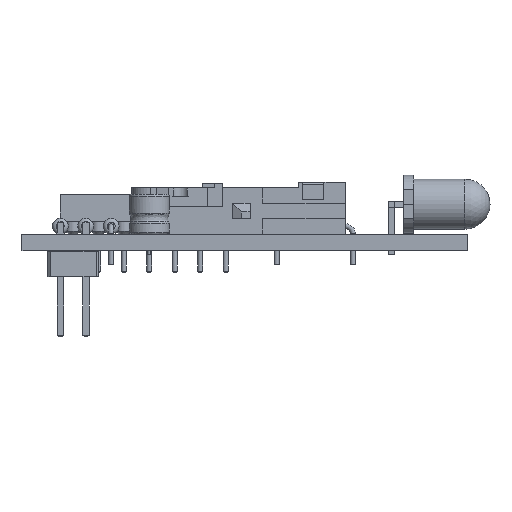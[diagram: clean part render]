
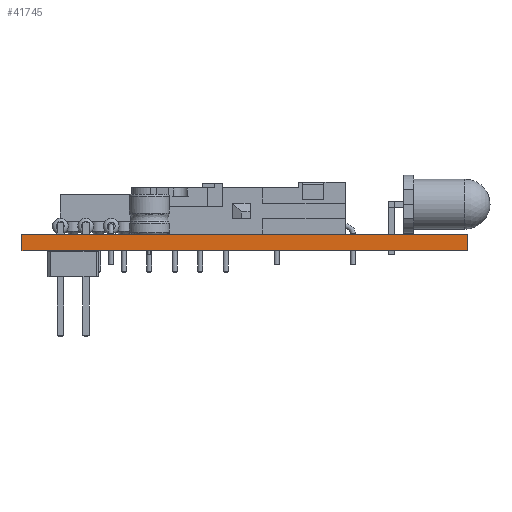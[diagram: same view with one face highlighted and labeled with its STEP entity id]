
A CAD part, left-side view. The second image highlights one B-rep face of the part: STEP entity #41745.
In plain terms, the highlighted planar face has unit normal (-1, 0, 0).
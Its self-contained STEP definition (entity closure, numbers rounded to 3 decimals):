
#41689 = VERTEX_POINT('',#41690);
#41690 = CARTESIAN_POINT('',(-35.56,-22.225,1.6));
#41696 = EDGE_CURVE('',#41697,#41689,#41699,.T.);
#41697 = VERTEX_POINT('',#41698);
#41698 = CARTESIAN_POINT('',(-35.56,-22.225,0.));
#41699 = LINE('',#41700,#41701);
#41700 = CARTESIAN_POINT('',(-35.56,-22.225,0.));
#41701 = VECTOR('',#41702,1.);
#41702 = DIRECTION('',(0.,0.,1.));
#41745 = ADVANCED_FACE('',(#41746),#41771,.T.);
#41746 = FACE_BOUND('',#41747,.T.);
#41747 = EDGE_LOOP('',(#41748,#41749,#41757,#41765));
#41748 = ORIENTED_EDGE('',*,*,#41696,.T.);
#41749 = ORIENTED_EDGE('',*,*,#41750,.T.);
#41750 = EDGE_CURVE('',#41689,#41751,#41753,.T.);
#41751 = VERTEX_POINT('',#41752);
#41752 = CARTESIAN_POINT('',(-35.56,22.225,1.6));
#41753 = LINE('',#41754,#41755);
#41754 = CARTESIAN_POINT('',(-35.56,-22.225,1.6));
#41755 = VECTOR('',#41756,1.);
#41756 = DIRECTION('',(0.,1.,0.));
#41757 = ORIENTED_EDGE('',*,*,#41758,.F.);
#41758 = EDGE_CURVE('',#41759,#41751,#41761,.T.);
#41759 = VERTEX_POINT('',#41760);
#41760 = CARTESIAN_POINT('',(-35.56,22.225,0.));
#41761 = LINE('',#41762,#41763);
#41762 = CARTESIAN_POINT('',(-35.56,22.225,0.));
#41763 = VECTOR('',#41764,1.);
#41764 = DIRECTION('',(0.,0.,1.));
#41765 = ORIENTED_EDGE('',*,*,#41766,.F.);
#41766 = EDGE_CURVE('',#41697,#41759,#41767,.T.);
#41767 = LINE('',#41768,#41769);
#41768 = CARTESIAN_POINT('',(-35.56,-22.225,0.));
#41769 = VECTOR('',#41770,1.);
#41770 = DIRECTION('',(0.,1.,0.));
#41771 = PLANE('',#41772);
#41772 = AXIS2_PLACEMENT_3D('',#41773,#41774,#41775);
#41773 = CARTESIAN_POINT('',(-35.56,-22.225,0.));
#41774 = DIRECTION('',(-1.,0.,0.));
#41775 = DIRECTION('',(0.,1.,0.));
